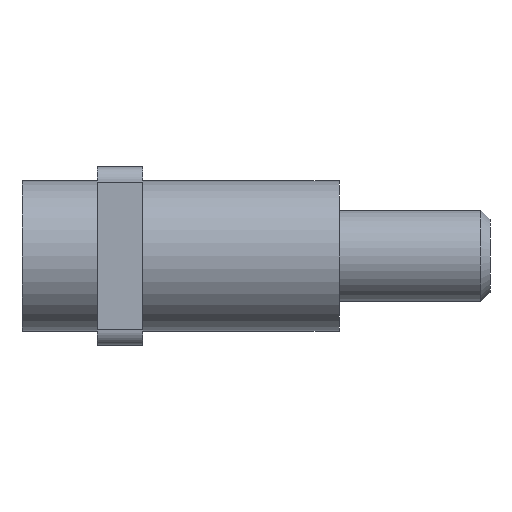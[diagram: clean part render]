
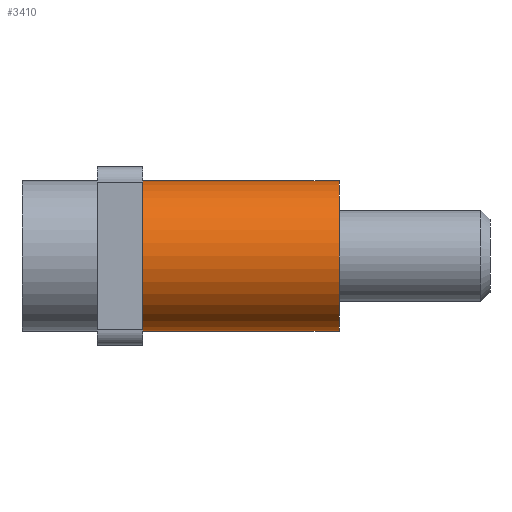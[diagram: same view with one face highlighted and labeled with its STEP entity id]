
A CAD part, left-side view. The second image highlights one B-rep face of the part: STEP entity #3410.
In plain terms, the highlighted cylindrical face has radius 2.5 mm (diameter 5 mm), a partial arc.
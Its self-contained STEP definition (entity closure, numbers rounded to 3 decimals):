
#67 = CARTESIAN_POINT ( 'NONE',  ( -4.319, 0.001, 2.686 ) ) ;
#201 = AXIS2_PLACEMENT_3D ( 'NONE', #2935, #2928, #2910 ) ;
#288 = ORIENTED_EDGE ( 'NONE', *, *, #1473, .T. ) ;
#468 = CARTESIAN_POINT ( 'NONE',  ( -4.319, -6.499, 2.686 ) ) ;
#528 = CIRCLE ( 'NONE', #4493, 2.5 ) ;
#1382 = CIRCLE ( 'NONE', #201, 2.5 ) ;
#1414 = VERTEX_POINT ( 'NONE', #468 ) ;
#1473 = EDGE_CURVE ( 'NONE', #1414, #4615, #2452, .T. ) ;
#2051 = EDGE_CURVE ( 'NONE', #2232, #3716, #3247, .T. ) ;
#2180 = DIRECTION ( 'NONE',  ( 0., 0., 1. ) ) ;
#2194 = DIRECTION ( 'NONE',  ( 0., 1., 0. ) ) ;
#2202 = CARTESIAN_POINT ( 'NONE',  ( -4.319, -6.499, 0.186 ) ) ;
#2210 = EDGE_CURVE ( 'NONE', #3716, #4615, #1382, .T. ) ;
#2232 = VERTEX_POINT ( 'NONE', #2805 ) ;
#2315 = EDGE_CURVE ( 'NONE', #2232, #1414, #528, .T. ) ;
#2450 = VECTOR ( 'NONE', #2768, 1000. ) ;
#2452 = LINE ( 'NONE', #2786, #2450 ) ;
#2539 = ORIENTED_EDGE ( 'NONE', *, *, #2051, .F. ) ;
#2768 = DIRECTION ( 'NONE',  ( 0., 1., 0. ) ) ;
#2786 = CARTESIAN_POINT ( 'NONE',  ( -4.319, 0.001, 2.686 ) ) ;
#2805 = CARTESIAN_POINT ( 'NONE',  ( -4.319, -6.499, -2.314 ) ) ;
#2844 = VECTOR ( 'NONE', #3812, 1000. ) ;
#2860 = CARTESIAN_POINT ( 'NONE',  ( -4.319, 0.001, -2.314 ) ) ;
#2910 = DIRECTION ( 'NONE',  ( 0., 0., 1. ) ) ;
#2928 = DIRECTION ( 'NONE',  ( 0., 1., 0. ) ) ;
#2935 = CARTESIAN_POINT ( 'NONE',  ( -4.319, 0.001, 0.186 ) ) ;
#3247 = LINE ( 'NONE', #3821, #2844 ) ;
#3410 = ADVANCED_FACE ( 'NONE', ( #5211 ), #5856, .T. ) ;
#3650 = AXIS2_PLACEMENT_3D ( 'NONE', #4482, #4471, #4419 ) ;
#3716 = VERTEX_POINT ( 'NONE', #2860 ) ;
#3812 = DIRECTION ( 'NONE',  ( 0., 1., 0. ) ) ;
#3821 = CARTESIAN_POINT ( 'NONE',  ( -4.319, 0.001, -2.314 ) ) ;
#4279 = ORIENTED_EDGE ( 'NONE', *, *, #2315, .T. ) ;
#4390 = EDGE_LOOP ( 'NONE', ( #2539, #4279, #288, #4598 ) ) ;
#4419 = DIRECTION ( 'NONE',  ( 0., 0., 1. ) ) ;
#4471 = DIRECTION ( 'NONE',  ( 0., 1., 0. ) ) ;
#4482 = CARTESIAN_POINT ( 'NONE',  ( -4.319, 0.001, 0.186 ) ) ;
#4493 = AXIS2_PLACEMENT_3D ( 'NONE', #2202, #2194, #2180 ) ;
#4598 = ORIENTED_EDGE ( 'NONE', *, *, #2210, .F. ) ;
#4615 = VERTEX_POINT ( 'NONE', #67 ) ;
#5211 = FACE_OUTER_BOUND ( 'NONE', #4390, .T. ) ;
#5856 = CYLINDRICAL_SURFACE ( 'NONE', #3650, 2.5 ) ;
